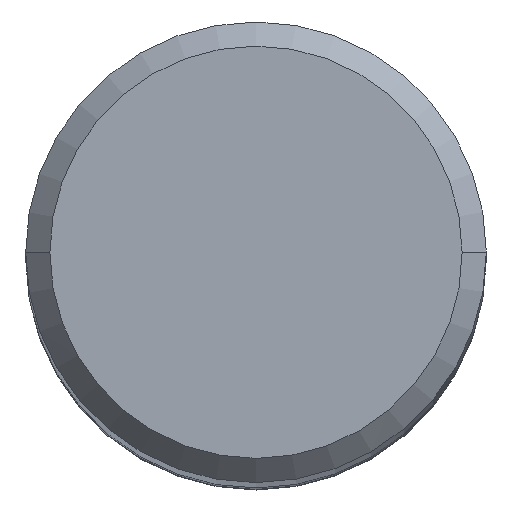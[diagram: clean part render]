
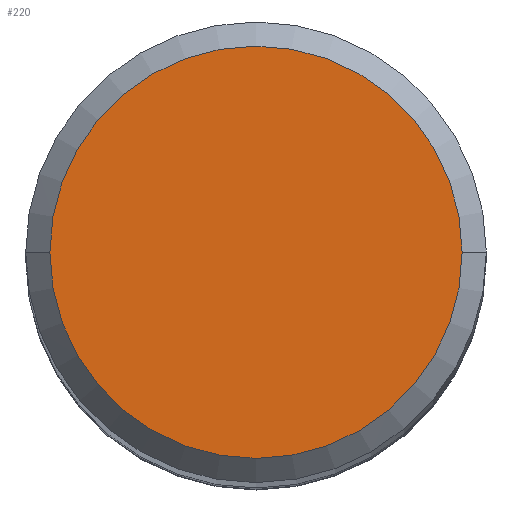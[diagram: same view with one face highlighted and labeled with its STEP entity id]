
A CAD part, top view. The second image highlights one B-rep face of the part: STEP entity #220.
In plain terms, the highlighted planar face has unit normal (0, 0, 1).
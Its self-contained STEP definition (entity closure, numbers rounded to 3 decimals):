
#52=PLANE('',#1802);
#220=ADVANCED_FACE('',(#338),#52,.F.);
#338=FACE_OUTER_BOUND('',#434,.T.);
#434=EDGE_LOOP('',(#806,#807));
#806=ORIENTED_EDGE('',*,*,#1129,.F.);
#807=ORIENTED_EDGE('',*,*,#1130,.F.);
#936=VERTEX_POINT('',#3409);
#937=VERTEX_POINT('',#3414);
#1129=EDGE_CURVE('',#937,#936,#1336,.T.);
#1130=EDGE_CURVE('',#936,#937,#1337,.T.);
#1336=CIRCLE('',#1799,8.525);
#1337=CIRCLE('',#1801,8.525);
#1799=AXIS2_PLACEMENT_3D('',#3415,#2272,#2273);
#1801=AXIS2_PLACEMENT_3D('',#3417,#2276,#2277);
#1802=AXIS2_PLACEMENT_3D('',#3418,#2278,#2279);
#2272=DIRECTION('',(0.,0.,-1.));
#2273=DIRECTION('',(1.,0.001,0.));
#2276=DIRECTION('',(0.,0.,-1.));
#2277=DIRECTION('',(-1.,-0.001,0.));
#2278=DIRECTION('',(0.,0.,-1.));
#2279=DIRECTION('',(-1.,-0.001,0.));
#3409=CARTESIAN_POINT('',(-8.525,-0.005,0.));
#3414=CARTESIAN_POINT('',(8.525,0.005,0.));
#3415=CARTESIAN_POINT('',(0.,0.,0.));
#3417=CARTESIAN_POINT('',(0.,0.,0.));
#3418=CARTESIAN_POINT('',(0.,0.,0.));
